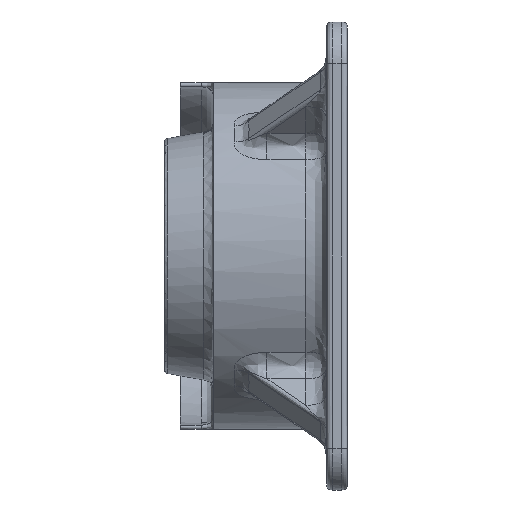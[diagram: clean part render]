
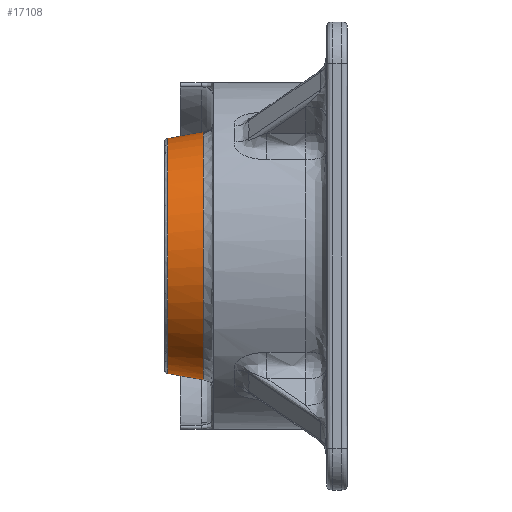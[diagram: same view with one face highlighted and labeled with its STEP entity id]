
A CAD part, left-side view. The second image highlights one B-rep face of the part: STEP entity #17108.
In plain terms, the highlighted conical face has half-angle 10 degrees and reference radius 28 mm.
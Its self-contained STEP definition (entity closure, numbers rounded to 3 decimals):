
#372 = CARTESIAN_POINT ( 'NONE',  ( -1.842, 42.96, 28.146 ) ) ;
#643 = ORIENTED_EDGE ( 'NONE', *, *, #17936, .T. ) ;
#671 = CARTESIAN_POINT ( 'NONE',  ( 0., 43.786, 28. ) ) ;
#857 = CARTESIAN_POINT ( 'NONE',  ( -24.426, 42.96, -14.105 ) ) ;
#919 = VECTOR ( 'NONE', #3643, 1000. ) ;
#958 = CARTESIAN_POINT ( 'NONE',  ( -27.246, 42.96, 7.298 ) ) ;
#1053 = CARTESIAN_POINT ( 'NONE',  ( -28.146, 42.96, -1.842 ) ) ;
#1109 = CARTESIAN_POINT ( 'NONE',  ( -3.88, 34.479, -29.45 ) ) ;
#1584 = CARTESIAN_POINT ( 'NONE',  ( -13.136, 34.479, 26.642 ) ) ;
#1676 = CARTESIAN_POINT ( 'NONE',  ( -25.724, 34.479, 14.855 ) ) ;
#1774 = CARTESIAN_POINT ( 'NONE',  ( -28.693, 34.479, -7.685 ) ) ;
#2157 = VECTOR ( 'NONE', #14305, 1000. ) ;
#2168 = LINE ( 'NONE', #671, #919 ) ;
#2777 = AXIS2_PLACEMENT_3D ( 'NONE', #10944, #7792, #5128 ) ;
#3067 = CARTESIAN_POINT ( 'NONE',  ( -19.588, 34.479, 22.331 ) ) ;
#3259 = CARTESIAN_POINT ( 'NONE',  ( -3.88, 34.479, 29.45 ) ) ;
#3643 = DIRECTION ( 'NONE',  ( 0., -0.985, 0.174 ) ) ;
#3837 = CARTESIAN_POINT ( 'NONE',  ( 0., 43.786, -28. ) ) ;
#3936 = CARTESIAN_POINT ( 'NONE',  ( -26.708, 42.96, 9.069 ) ) ;
#4033 = CARTESIAN_POINT ( 'NONE',  ( -1.842, 42.96, -28.146 ) ) ;
#4131 = CARTESIAN_POINT ( 'NONE',  ( -3.684, 42.96, -27.964 ) ) ;
#4141 = ORIENTED_EDGE ( 'NONE', *, *, #5738, .F. ) ;
#4187 = CARTESIAN_POINT ( 'NONE',  ( 0., 34.479, -29.641 ) ) ;
#4188 = VERTEX_POINT ( 'NONE', #13170 ) ;
#4746 = CARTESIAN_POINT ( 'NONE',  ( -23.568, 34.479, 18.081 ) ) ;
#5065 = ORIENTED_EDGE ( 'NONE', *, *, #11762, .T. ) ;
#5128 = DIRECTION ( 'NONE',  ( 0., 0., -1. ) ) ;
#5221 = CARTESIAN_POINT ( 'NONE',  ( -25.298, 42.96, -12.473 ) ) ;
#5517 = CARTESIAN_POINT ( 'NONE',  ( -28.146, 42.96, 1.842 ) ) ;
#5738 = EDGE_CURVE ( 'NONE', #11680, #9943, #2168, .T. ) ;
#5769 = CARTESIAN_POINT ( 'NONE',  ( -26.642, 34.479, 13.136 ) ) ;
#5779 = CARTESIAN_POINT ( 'NONE',  ( 0., 34.479, 29.641 ) ) ;
#6883 = EDGE_LOOP ( 'NONE', ( #4141, #9389, #643, #5065 ) ) ;
#6906 = CARTESIAN_POINT ( 'NONE',  ( -9.069, 42.96, 26.708 ) ) ;
#7004 = CARTESIAN_POINT ( 'NONE',  ( -17.169, 42.96, -22.379 ) ) ;
#7154 = CARTESIAN_POINT ( 'NONE',  ( -19.588, 34.479, -22.331 ) ) ;
#7620 = CARTESIAN_POINT ( 'NONE',  ( -9.551, 34.479, 28.127 ) ) ;
#7708 = CARTESIAN_POINT ( 'NONE',  ( -7.685, 34.479, 28.693 ) ) ;
#7792 = DIRECTION ( 'NONE',  ( 0., -1., 0. ) ) ;
#7896 = CARTESIAN_POINT ( 'NONE',  ( 0., 42.96, 28.146 ) ) ;
#8074 = VERTEX_POINT ( 'NONE', #8556 ) ;
#8185 = CARTESIAN_POINT ( 'NONE',  ( -18.599, 42.96, 21.205 ) ) ;
#8279 = CARTESIAN_POINT ( 'NONE',  ( -9.069, 42.96, -26.708 ) ) ;
#8556 = CARTESIAN_POINT ( 'NONE',  ( 0., 34.479, -29.641 ) ) ;
#8728 = CARTESIAN_POINT ( 'NONE',  ( -28.127, 34.479, -9.551 ) ) ;
#9102 = CARTESIAN_POINT ( 'NONE',  ( -28.127, 34.479, 9.551 ) ) ;
#9287 = CARTESIAN_POINT ( 'NONE',  ( 0., 34.479, 29.641 ) ) ;
#9389 = ORIENTED_EDGE ( 'NONE', *, *, #17196, .T. ) ;
#9660 = FACE_OUTER_BOUND ( 'NONE', #6883, .T. ) ;
#9761 = CARTESIAN_POINT ( 'NONE',  ( -14.105, 42.96, -24.426 ) ) ;
#9943 = VERTEX_POINT ( 'NONE', #5779 ) ;
#9955 = CARTESIAN_POINT ( 'NONE',  ( -22.379, 42.96, 17.169 ) ) ;
#10015 = CARTESIAN_POINT ( 'NONE',  ( 0., 42.96, 28.146 ) ) ;
#10114 = CARTESIAN_POINT ( 'NONE',  ( -25.724, 34.479, -14.855 ) ) ;
#10207 = CARTESIAN_POINT ( 'NONE',  ( -18.081, 34.479, -23.568 ) ) ;
#10568 = CARTESIAN_POINT ( 'NONE',  ( -29.45, 34.479, -3.88 ) ) ;
#10663 = CARTESIAN_POINT ( 'NONE',  ( -14.855, 34.479, -25.724 ) ) ;
#10944 = CARTESIAN_POINT ( 'NONE',  ( 0., 43.786, 0. ) ) ;
#11229 = CARTESIAN_POINT ( 'NONE',  ( -14.105, 42.96, 24.426 ) ) ;
#11337 = CARTESIAN_POINT ( 'NONE',  ( 0., 42.96, -28.146 ) ) ;
#11436 = CARTESIAN_POINT ( 'NONE',  ( -21.205, 42.96, 18.599 ) ) ;
#11531 = CARTESIAN_POINT ( 'NONE',  ( -12.473, 42.96, -25.298 ) ) ;
#11630 = CARTESIAN_POINT ( 'NONE',  ( -22.379, 42.96, -17.169 ) ) ;
#11680 = VERTEX_POINT ( 'NONE', #10015 ) ;
#11690 = CARTESIAN_POINT ( 'NONE',  ( -1.94, 34.479, -29.641 ) ) ;
#11762 = EDGE_CURVE ( 'NONE', #8074, #9943, #12980, .T. ) ;
#11787 = CARTESIAN_POINT ( 'NONE',  ( -22.331, 34.479, 19.588 ) ) ;
#12440 = CARTESIAN_POINT ( 'NONE',  ( -3.684, 42.96, 27.964 ) ) ;
#12980 = B_SPLINE_CURVE_WITH_KNOTS ( 'NONE', 3,
 ( #4187, #11690, #1109, #15129, #17729, #13274, #10663, #10207, #7154, #13174, #19229, #10114, #16601, #8728, #1774, #10568, #18392, #16231, #19326, #16139, #9102, #5769, #1676, #4746, #11787, #3067, #16699, #15224, #1584, #7620, #7708, #3259, #15316, #9287 ),
 .UNSPECIFIED., .F., .F.,
 ( 4, 2, 2, 2, 2, 2, 2, 2, 2, 2, 2, 2, 2, 2, 2, 2, 4 ),
 ( 0., 0.031, 0.063, 0.094, 0.125, 0.156, 0.188, 0.219, 0.25, 0.281, 0.313, 0.344, 0.375, 0.406, 0.438, 0.469, 0.5 ),
 .UNSPECIFIED. ) ;
#13026 = CARTESIAN_POINT ( 'NONE',  ( -25.298, 42.96, 12.473 ) ) ;
#13170 = CARTESIAN_POINT ( 'NONE',  ( 0., 42.96, -28.146 ) ) ;
#13174 = CARTESIAN_POINT ( 'NONE',  ( -22.331, 34.479, -19.588 ) ) ;
#13274 = CARTESIAN_POINT ( 'NONE',  ( -13.136, 34.479, -26.642 ) ) ;
#13974 = B_SPLINE_CURVE_WITH_KNOTS ( 'NONE', 3,
 ( #7896, #372, #12440, #18480, #6906, #14509, #11229, #16083, #8185, #11436, #9955, #19069, #13026, #3936, #958, #17670, #5517, #1053, #18769, #19162, #14303, #5221, #857, #11630, #17270, #14209, #7004, #9761, #11531, #8279, #17568, #4131, #4033, #11337 ),
 .UNSPECIFIED., .F., .F.,
 ( 4, 2, 2, 2, 2, 2, 2, 2, 2, 2, 2, 2, 2, 2, 2, 2, 4 ),
 ( 0.5, 0.531, 0.563, 0.594, 0.625, 0.656, 0.688, 0.719, 0.75, 0.781, 0.813, 0.844, 0.875, 0.906, 0.938, 0.969, 1. ),
 .UNSPECIFIED. ) ;
#14209 = CARTESIAN_POINT ( 'NONE',  ( -18.599, 42.96, -21.205 ) ) ;
#14303 = CARTESIAN_POINT ( 'NONE',  ( -26.708, 42.96, -9.069 ) ) ;
#14305 = DIRECTION ( 'NONE',  ( 0., -0.985, -0.174 ) ) ;
#14509 = CARTESIAN_POINT ( 'NONE',  ( -12.473, 42.96, 25.298 ) ) ;
#15129 = CARTESIAN_POINT ( 'NONE',  ( -7.685, 34.479, -28.693 ) ) ;
#15224 = CARTESIAN_POINT ( 'NONE',  ( -14.855, 34.479, 25.724 ) ) ;
#15316 = CARTESIAN_POINT ( 'NONE',  ( -1.94, 34.479, 29.641 ) ) ;
#15710 = CONICAL_SURFACE ( 'NONE', #2777, 28., 0.175 ) ;
#16083 = CARTESIAN_POINT ( 'NONE',  ( -17.169, 42.96, 22.379 ) ) ;
#16139 = CARTESIAN_POINT ( 'NONE',  ( -28.693, 34.479, 7.685 ) ) ;
#16231 = CARTESIAN_POINT ( 'NONE',  ( -29.641, 34.479, 1.94 ) ) ;
#16601 = CARTESIAN_POINT ( 'NONE',  ( -26.642, 34.479, -13.136 ) ) ;
#16699 = CARTESIAN_POINT ( 'NONE',  ( -18.081, 34.479, 23.568 ) ) ;
#17108 = ADVANCED_FACE ( 'NONE', ( #9660 ), #15710, .T. ) ;
#17196 = EDGE_CURVE ( 'NONE', #11680, #4188, #13974, .T. ) ;
#17270 = CARTESIAN_POINT ( 'NONE',  ( -21.205, 42.96, -18.599 ) ) ;
#17568 = CARTESIAN_POINT ( 'NONE',  ( -7.298, 42.96, -27.246 ) ) ;
#17670 = CARTESIAN_POINT ( 'NONE',  ( -27.964, 42.96, 3.684 ) ) ;
#17729 = CARTESIAN_POINT ( 'NONE',  ( -9.551, 34.479, -28.127 ) ) ;
#17936 = EDGE_CURVE ( 'NONE', #4188, #8074, #18771, .T. ) ;
#18392 = CARTESIAN_POINT ( 'NONE',  ( -29.641, 34.479, -1.94 ) ) ;
#18480 = CARTESIAN_POINT ( 'NONE',  ( -7.298, 42.96, 27.246 ) ) ;
#18769 = CARTESIAN_POINT ( 'NONE',  ( -27.964, 42.96, -3.684 ) ) ;
#18771 = LINE ( 'NONE', #3837, #2157 ) ;
#19069 = CARTESIAN_POINT ( 'NONE',  ( -24.426, 42.96, 14.105 ) ) ;
#19162 = CARTESIAN_POINT ( 'NONE',  ( -27.246, 42.96, -7.298 ) ) ;
#19229 = CARTESIAN_POINT ( 'NONE',  ( -23.568, 34.479, -18.081 ) ) ;
#19326 = CARTESIAN_POINT ( 'NONE',  ( -29.45, 34.479, 3.88 ) ) ;
